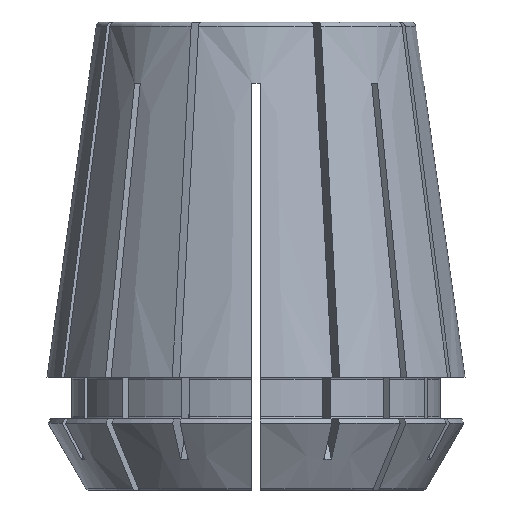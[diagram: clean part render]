
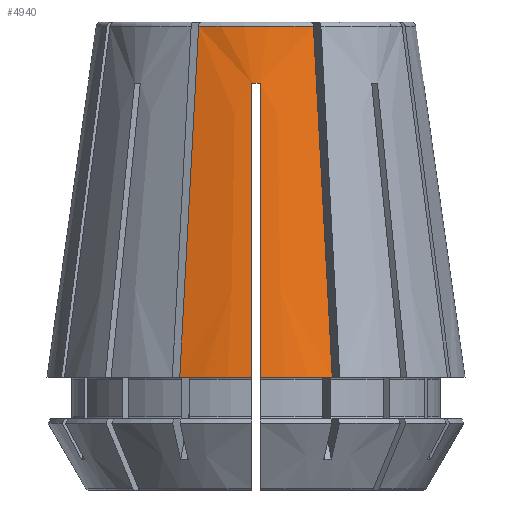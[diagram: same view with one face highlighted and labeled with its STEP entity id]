
A CAD part, front view. The second image highlights one B-rep face of the part: STEP entity #4940.
In plain terms, the highlighted conical face has half-angle 8 degrees and reference radius 20.55 mm.
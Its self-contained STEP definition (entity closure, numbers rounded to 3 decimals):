
#47=CONICAL_SURFACE('',#5305,20.55,0.14);
#294=CIRCLE('',#5304,20.55);
#295=CIRCLE('',#5306,16.488);
#296=CIRCLE('',#5307,20.55);
#297=CIRCLE('',#5308,15.706);
#1432=VERTEX_POINT('',#8224);
#1433=VERTEX_POINT('',#8226);
#1434=VERTEX_POINT('',#8232);
#1435=VERTEX_POINT('',#8236);
#1436=VERTEX_POINT('',#8238);
#1437=VERTEX_POINT('',#8242);
#1438=VERTEX_POINT('',#8244);
#1439=VERTEX_POINT('',#8248);
#1809=(
BOUNDED_CURVE()
B_SPLINE_CURVE(2,(#8229,#8230,#8231),.UNSPECIFIED.,.F.,.U.)
B_SPLINE_CURVE_WITH_KNOTS((3,3),(0.045,34.852),
 .UNSPECIFIED.)
CURVE()
GEOMETRIC_REPRESENTATION_ITEM()
RATIONAL_B_SPLINE_CURVE((1.,1.009,1.))
REPRESENTATION_ITEM('')
);
#1810=(
BOUNDED_CURVE()
B_SPLINE_CURVE(2,(#8233,#8234,#8235),.UNSPECIFIED.,.F.,.U.)
B_SPLINE_CURVE_WITH_KNOTS((3,3),(0.046,29.23),
 .UNSPECIFIED.)
CURVE()
GEOMETRIC_REPRESENTATION_ITEM()
RATIONAL_B_SPLINE_CURVE((1.,1.006,1.))
REPRESENTATION_ITEM('')
);
#1811=(
BOUNDED_CURVE()
B_SPLINE_CURVE(2,(#8239,#8240,#8241),.UNSPECIFIED.,.F.,.U.)
B_SPLINE_CURVE_WITH_KNOTS((3,3),(0.046,29.23),
 .UNSPECIFIED.)
CURVE()
GEOMETRIC_REPRESENTATION_ITEM()
RATIONAL_B_SPLINE_CURVE((1.,1.006,1.))
REPRESENTATION_ITEM('')
);
#1812=(
BOUNDED_CURVE()
B_SPLINE_CURVE(2,(#8245,#8246,#8247),.UNSPECIFIED.,.F.,.U.)
B_SPLINE_CURVE_WITH_KNOTS((3,3),(0.045,34.852),
 .UNSPECIFIED.)
CURVE()
GEOMETRIC_REPRESENTATION_ITEM()
RATIONAL_B_SPLINE_CURVE((1.,1.009,1.))
REPRESENTATION_ITEM('')
);
#2125=EDGE_CURVE('',#1432,#1433,#294,.F.);
#2126=EDGE_CURVE('',#1432,#1434,#1809,.T.);
#2127=EDGE_CURVE('',#1435,#1433,#1810,.F.);
#2128=EDGE_CURVE('',#1436,#1435,#295,.T.);
#2129=EDGE_CURVE('',#1436,#1437,#1811,.F.);
#2130=EDGE_CURVE('',#1437,#1438,#296,.T.);
#2131=EDGE_CURVE('',#1438,#1439,#1812,.T.);
#2132=EDGE_CURVE('',#1434,#1439,#297,.F.);
#3011=ORIENTED_EDGE('',*,*,#2126,.F.);
#3012=ORIENTED_EDGE('',*,*,#2125,.T.);
#3013=ORIENTED_EDGE('',*,*,#2127,.F.);
#3014=ORIENTED_EDGE('',*,*,#2128,.F.);
#3015=ORIENTED_EDGE('',*,*,#2129,.T.);
#3016=ORIENTED_EDGE('',*,*,#2130,.T.);
#3017=ORIENTED_EDGE('',*,*,#2131,.T.);
#3018=ORIENTED_EDGE('',*,*,#2132,.F.);
#4388=EDGE_LOOP('',(#3011,#3012,#3013,#3014,#3015,#3016,#3017,#3018));
#4664=FACE_BOUND('',#4388,.T.);
#4940=ADVANCED_FACE('',(#4664),#47,.T.);
#5304=AXIS2_PLACEMENT_3D('',#8227,#6034,#6035);
#5305=AXIS2_PLACEMENT_3D('',#8228,#6036,#6037);
#5306=AXIS2_PLACEMENT_3D('',#8237,#6038,#6039);
#5307=AXIS2_PLACEMENT_3D('',#8243,#6040,#6041);
#5308=AXIS2_PLACEMENT_3D('',#8249,#6042,#6043);
#6034=DIRECTION('',(0.,0.,-1.));
#6035=DIRECTION('',(-20.55,0.,0.));
#6036=DIRECTION('',(0.,0.,-1.));
#6037=DIRECTION('',(-20.55,0.,0.));
#6038=DIRECTION('',(0.,0.,-1.));
#6039=DIRECTION('',(-16.488,0.,0.));
#6040=DIRECTION('',(0.,0.,1.));
#6041=DIRECTION('',(-20.55,0.,0.));
#6042=DIRECTION('',(0.,0.,-1.));
#6043=DIRECTION('',(-15.706,0.,0.));
#8224=CARTESIAN_POINT('',(-7.493,-19.135,11.1));
#8226=CARTESIAN_POINT('',(-0.4,-20.546,11.1));
#8227=CARTESIAN_POINT('',(0.,0.,11.1));
#8228=CARTESIAN_POINT('',(0.,0.,11.1));
#8229=CARTESIAN_POINT('',(-7.493,-19.135,11.1));
#8230=CARTESIAN_POINT('',(-6.442,-16.598,30.639));
#8231=CARTESIAN_POINT('',(-5.639,-14.658,45.57));
#8232=CARTESIAN_POINT('',(-5.639,-14.658,45.57));
#8233=CARTESIAN_POINT('',(-0.4,-20.546,11.1));
#8234=CARTESIAN_POINT('',(-0.4,-18.292,27.135));
#8235=CARTESIAN_POINT('',(-0.4,-16.484,40.));
#8236=CARTESIAN_POINT('',(-0.4,-16.484,40.));
#8237=CARTESIAN_POINT('',(0.,0.,40.));
#8238=CARTESIAN_POINT('',(0.4,-16.484,40.));
#8239=CARTESIAN_POINT('',(0.4,-20.546,11.1));
#8240=CARTESIAN_POINT('',(0.4,-18.292,27.135));
#8241=CARTESIAN_POINT('',(0.4,-16.484,40.));
#8242=CARTESIAN_POINT('',(0.4,-20.546,11.1));
#8243=CARTESIAN_POINT('',(0.,0.,11.1));
#8244=CARTESIAN_POINT('',(7.493,-19.135,11.1));
#8245=CARTESIAN_POINT('',(7.493,-19.135,11.1));
#8246=CARTESIAN_POINT('',(6.442,-16.598,30.639));
#8247=CARTESIAN_POINT('',(5.639,-14.658,45.57));
#8248=CARTESIAN_POINT('',(5.639,-14.658,45.57));
#8249=CARTESIAN_POINT('',(0.,0.,45.57));
